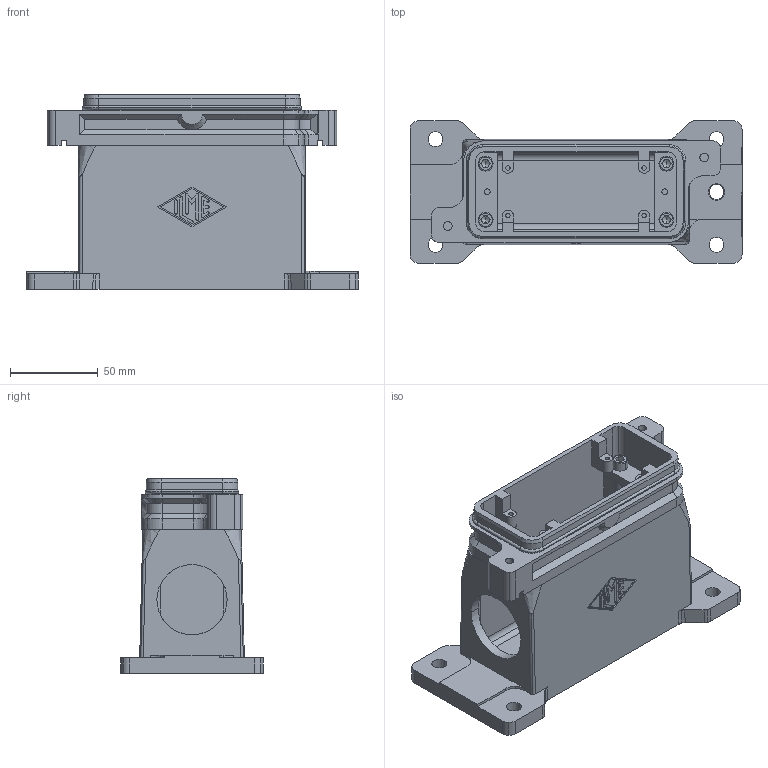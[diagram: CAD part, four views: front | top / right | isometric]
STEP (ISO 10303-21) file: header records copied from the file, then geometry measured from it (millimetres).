
FILE_DESCRIPTION((''),'2;1');
FILE_NAME('MGP 16.40.stp','2007-01-11T16:02:11',('gembarski'),(''),'Autodesk Inventor 7','Autodesk Inventor 7','');
FILE_SCHEMA(('AUTOMOTIVE_DESIGN { 1 0 10303 214 1 1 1 1 }'));
Length unit declared in the file: millimetre
Products named in the file (1): Sockelgehäuse
Bounding box: 189 x 81 x 111 mm (x, y, z)
Volume: 347730.8 mm3; surface area: 113952.1 mm2
Topology: 1 solids, 7 shells, 556 faces, 1467 edges, 926 vertices
Faces by surface type: plane 232, cylinder 196, bspline 78, cone 30, torus 20
Entity records: 18421 total; most frequent: CARTESIAN_POINT 4567, ORIENTED_EDGE 2910, DIRECTION 2893, EDGE_CURVE 1455, AXIS2_PLACEMENT_3D 1017, VERTEX_POINT 926, VECTOR 859, LINE 859
